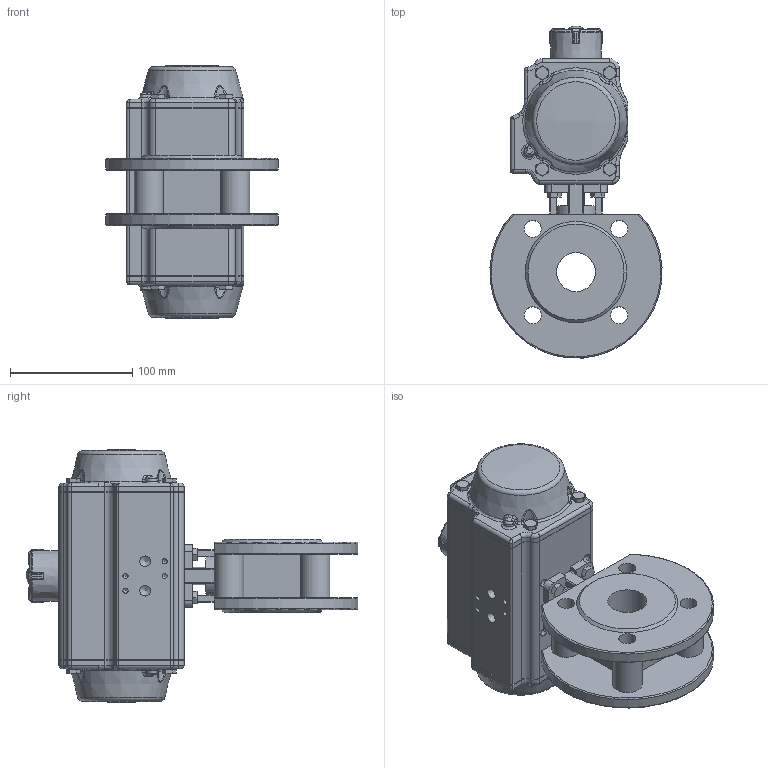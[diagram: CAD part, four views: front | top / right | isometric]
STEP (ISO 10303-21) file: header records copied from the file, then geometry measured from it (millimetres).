
FILE_DESCRIPTION(/* description */ ('Unknown'),/* implementation_level */ '2;1');
FILE_NAME(/* name */ 'FR030932-07',/* time_stamp */ '2023-05-02T10:32:22+02:00',/* author */ ('Unknown'),/* organization */ ('Unknown'),/* preprocessor_version */ 'ST-DEVELOPER v18.102',/* originating_system */ 'Solid Edge',/* authorisation */ 'Unknown');
FILE_SCHEMA (('AUTOMOTIVE_DESIGN {1 0 10303 214 3 1 1}'));
Length unit declared in the file: millimetre
Products named in the file (11): FR52-8.440.032; 8.440.032; DIN558_M_6x16.1.3; DW04_FR03_(DW70_FR52); ____; ________(___________; _____________; ______; hex head bolts-full thread grade c gb_GB_FASTENER_BOLT_HHBFTC M6X20-N; cup head nib bolts with large head gb_GB_FASTENER_BOLT_CHNBW M6X25-N; KP-75
Assembly tree (22 placements, depth 4):
  FR52-8.440.032
    8.440.032
    DIN558_M_6x16.1.3  x4
    DW04_FR03_(DW70_FR52)
      ____
        ________(___________  x2
        _____________  x2
        ______
      hex head bolts-full thread grade c gb_GB_FASTENER_BOLT_HHBFTC M6X20-N  x8
      cup head nib bolts with large head gb_GB_FASTENER_BOLT_CHNBW M6X25-N
      KP-75
Bounding box: 140.79 x 271.65 x 206.95 mm (x, y, z)
Volume: 2048967.4 mm3; surface area: 201156.3 mm2
Topology: 20 solids, 20 shells, 1101 faces, 2644 edges, 1600 vertices
Faces by surface type: plane 380, cylinder 336, cone 139, bspline 132, torus 97, sphere 17
Full cylindrical faces by diameter (mm): 3 x18, 3.3 x8, 4.2 x8, 4.66 x1, 5 x13, 6 x13, 6.2 x1, 6.8 x4, 8.8 x2, 13.835 x4, 14 x1, 14.2 x1, 15.5 x1, 21.8 x2, 24.6 x1, 32 x3, 33.6 x1, 38.5 x1
Entity records: 29073 total; most frequent: CARTESIAN_POINT 10087, DIRECTION 3718, ORIENTED_EDGE 3562, EDGE_CURVE 1781, AXIS2_PLACEMENT_3D 1475, VERTEX_POINT 1170, FACE_BOUND 987, EDGE_LOOP 960
